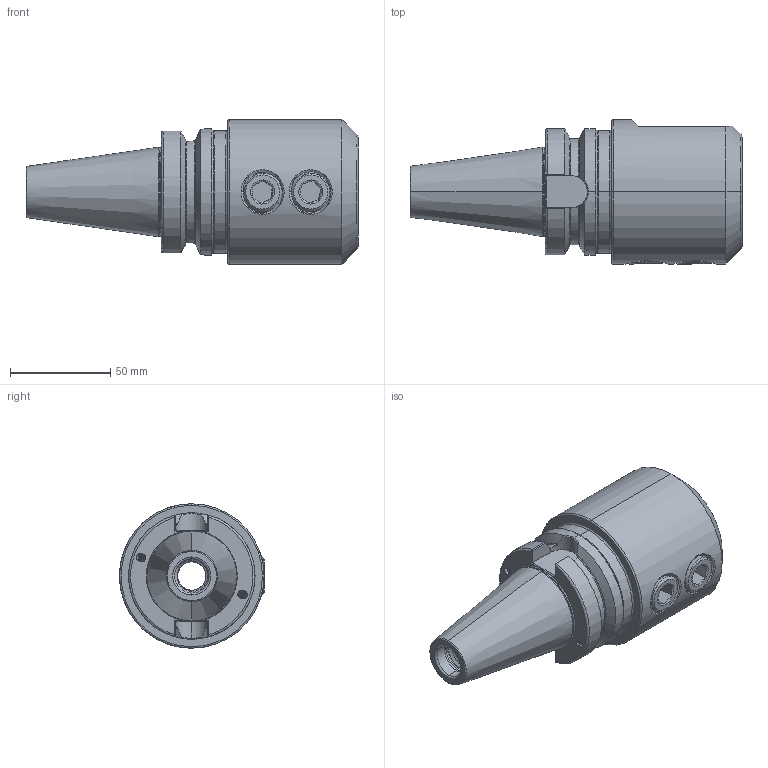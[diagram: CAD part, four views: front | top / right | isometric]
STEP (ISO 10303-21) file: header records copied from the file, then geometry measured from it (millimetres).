
FILE_DESCRIPTION (( 'STEP AP203' ), '1' );
FILE_NAME ('406.05.32.STEP', '2016-08-08T07:06:12', ( '' ), ( '' ), 'SwSTEP 2.0', 'SolidWorks 2012', '' );
FILE_SCHEMA (( 'CONFIG_CONTROL_DESIGN' ));
Length unit declared in the file: millimetre
Products named in the file (3): 406.05.32; 側固32_M20x2_20L
Assembly tree (3 placements, depth 2):
  406.05.32
    406.05.32
    側固32_M20x2_20L  x2
Bounding box: 165.4 x 72.22 x 72 mm (x, y, z)
Volume: 331304.2 mm3; surface area: 60176.9 mm2
Topology: 3 solids, 3 shells, 365 faces, 995 edges, 637 vertices
Faces by surface type: cylinder 194, plane 57, bspline 49, cone 37, torus 28
Entity records: 43003 total; most frequent: CARTESIAN_POINT 35790, ORIENTED_EDGE 1778, DIRECTION 1090, EDGE_CURVE 889, VERTEX_POINT 570, AXIS2_PLACEMENT_3D 418, EDGE_LOOP 343, ADVANCED_FACE 326
